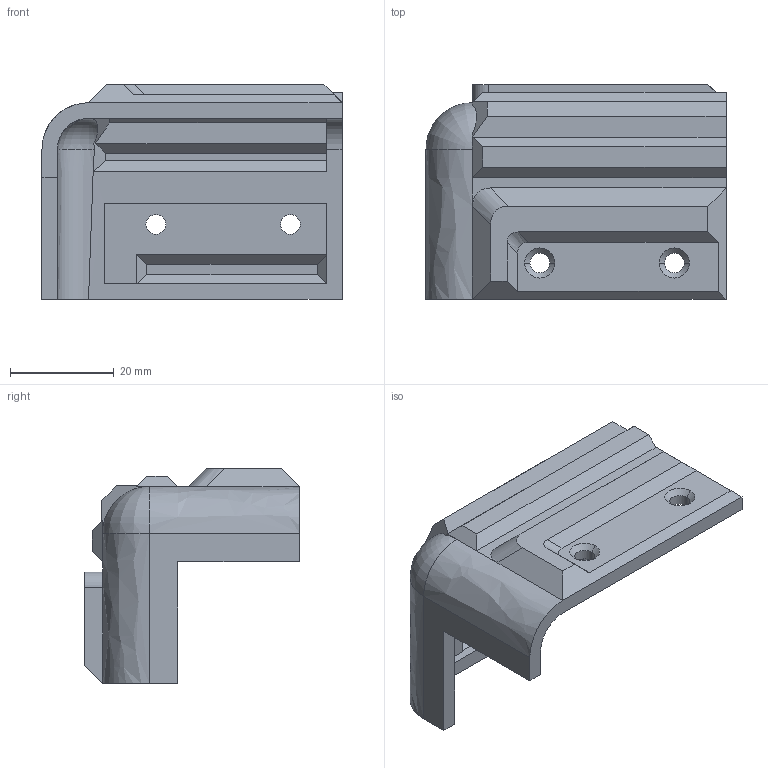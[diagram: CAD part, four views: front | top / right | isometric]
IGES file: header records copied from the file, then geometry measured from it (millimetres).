
Start section: SolidWorks IGES file using analytic representation for surfaces
Global section: file name: 4072.IGS; native system: SolidWorks 2011; preprocessor: SolidWorks 2011; author: martinb; date: 110516.091137; units: millimetre
Bounding box: 58 x 41.5 x 41.5 mm (x, y, z)
Volume: 15863.7 mm3; surface area: 11349.1 mm2
Topology: 1 solids, 1 shells, 106 faces, 285 edges, 180 vertices
Faces by surface type: plane 77, revolution 29
